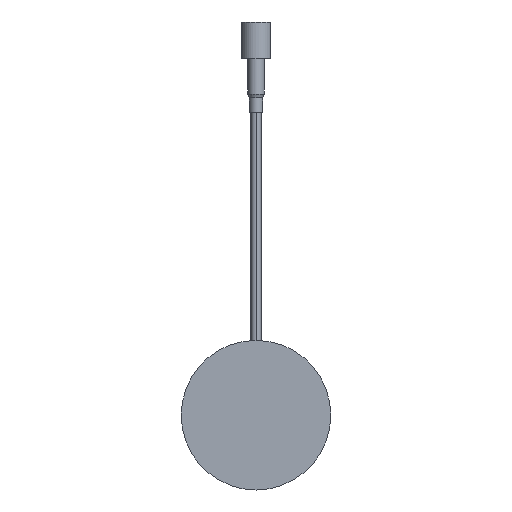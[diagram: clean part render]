
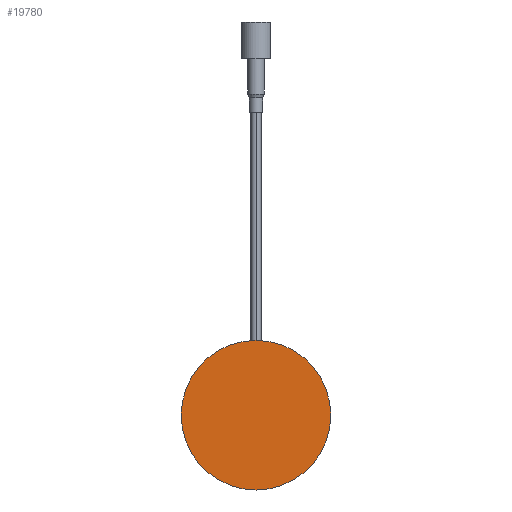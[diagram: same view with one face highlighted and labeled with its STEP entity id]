
A CAD part, front view. The second image highlights one B-rep face of the part: STEP entity #19780.
In plain terms, the highlighted planar face has unit normal (0, -1, 0).
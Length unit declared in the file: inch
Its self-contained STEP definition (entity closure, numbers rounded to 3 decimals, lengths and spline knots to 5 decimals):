
#1037 = AXIS2_PLACEMENT_3D ( 'NONE', #11071, #11107, #11097 ) ;
#1044 = AXIS2_PLACEMENT_3D ( 'NONE', #11106, #11105, #11104 ) ;
#1444 = EDGE_CURVE ( 'NONE', #4374, #4390, #6894, .T. ) ;
#1461 = EDGE_CURVE ( 'NONE', #4390, #4374, #6918, .T. ) ;
#4374 = VERTEX_POINT ( 'NONE', #25947 ) ;
#4390 = VERTEX_POINT ( 'NONE', #25718 ) ;
#6894 = CIRCLE ( 'NONE', #1037, 0.8035 ) ;
#6918 = CIRCLE ( 'NONE', #1044, 0.8035 ) ;
#7637 = ORIENTED_EDGE ( 'NONE', *, *, #1461, .F. ) ;
#7638 = ORIENTED_EDGE ( 'NONE', *, *, #1444, .F. ) ;
#10588 = PLANE ( 'NONE',  #21989 ) ;
#10609 = CARTESIAN_POINT ( 'NONE',  ( -0.8035, 0., 0. ) ) ;
#10610 = DIRECTION ( 'NONE',  ( 0., -1., 0. ) ) ;
#10611 = DIRECTION ( 'NONE',  ( 0., 0., -1. ) ) ;
#11071 = CARTESIAN_POINT ( 'NONE',  ( 0., 0., 0. ) ) ;
#11097 = DIRECTION ( 'NONE',  ( 0., 0., 1. ) ) ;
#11104 = DIRECTION ( 'NONE',  ( 0., 0., 1. ) ) ;
#11105 = DIRECTION ( 'NONE',  ( 0., 1., 0. ) ) ;
#11106 = CARTESIAN_POINT ( 'NONE',  ( 0., 0., 0. ) ) ;
#11107 = DIRECTION ( 'NONE',  ( 0., 1., 0. ) ) ;
#12438 = FACE_OUTER_BOUND ( 'NONE', #16913, .T. ) ;
#16913 = EDGE_LOOP ( 'NONE', ( #7637, #7638 ) ) ;
#19780 = ADVANCED_FACE ( 'NONE', ( #12438 ), #10588, .T. ) ;
#21989 = AXIS2_PLACEMENT_3D ( 'NONE', #10609, #10610, #10611 ) ;
#25718 = CARTESIAN_POINT ( 'NONE',  ( 0., 0., -0.8035 ) ) ;
#25947 = CARTESIAN_POINT ( 'NONE',  ( 0., 0., 0.8035 ) ) ;
